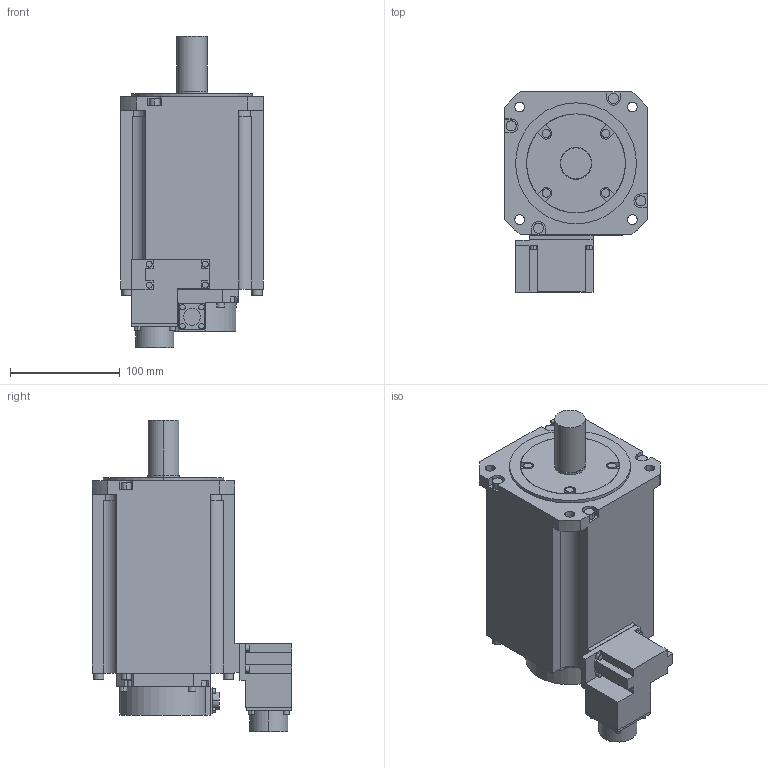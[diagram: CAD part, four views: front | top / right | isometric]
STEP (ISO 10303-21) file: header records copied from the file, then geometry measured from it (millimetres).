
FILE_DESCRIPTION((''),'2;1');
FILE_NAME('HF-JP353_B_IF0001','2010-04-01T',('QG77621'),(''),'PRO/ENGINEER BY PARAMETRIC TECHNOLOGY CORPORATION, 2006510','PRO/ENGINEER BY PARAMETRIC TECHNOLOGY CORPORATION, 2006510','');
FILE_SCHEMA(('CONFIG_CONTROL_DESIGN'));
Length unit declared in the file: millimetre
Products named in the file (1): HF-JP353_B_IF0001
Bounding box: 130 x 181.8 x 283 mm (x, y, z)
Volume: 3064453 mm3; surface area: 161990.8 mm2
Topology: 1 solids, 1 shells, 260 faces, 651 edges, 434 vertices
Faces by surface type: plane 151, cylinder 109
Entity records: 7876 total; most frequent: DIRECTION 1396, CARTESIAN_POINT 1348, ORIENTED_EDGE 1302, EDGE_CURVE 651, AXIS2_PLACEMENT_3D 486, VERTEX_POINT 434, VECTOR 424, LINE 424
